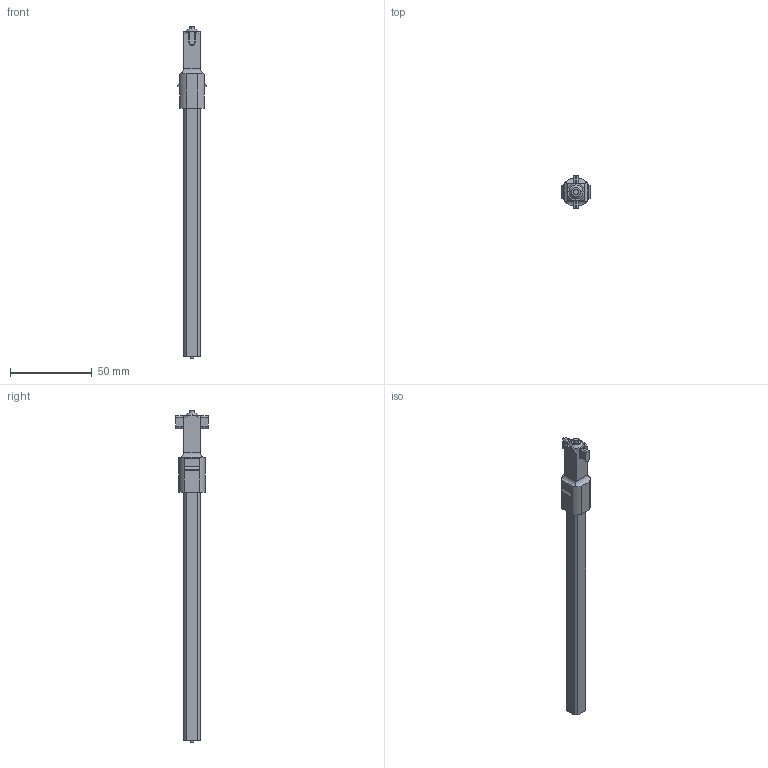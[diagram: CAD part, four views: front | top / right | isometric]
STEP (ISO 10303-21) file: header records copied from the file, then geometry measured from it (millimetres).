
FILE_DESCRIPTION((''),'2;1');
FILE_NAME('2_ASM','2021-09-22T',('marketing.praksa'),('Audax d.o.o.'),'CREO PARAMETRIC BY PTC INC, 2017480','CREO PARAMETRIC BY PTC INC, 2017480','');
FILE_SCHEMA(('AUTOMOTIVE_DESIGN { 1 0 10303 214 1 1 1 1 }'));
Length unit declared in the file: millimetre
Products named in the file (3): 14001020; PRT9575; 2_ASM
Assembly tree (2 placements, depth 2):
  2_ASM
    14001020
    PRT9575
Bounding box: 17.2 x 20 x 203 mm (x, y, z)
Volume: 22067.5 mm3; surface area: 8504 mm2
Topology: 4 solids, 4 shells, 179 faces, 477 edges, 315 vertices
Faces by surface type: plane 93, cylinder 74, cone 6, torus 6
Entity records: 8757 total; most frequent: CARTESIAN_POINT 1118, DIRECTION 970, ORIENTED_EDGE 954, PRESENTATION_STYLE_ASSIGNMENT 660, STYLED_ITEM 660, CURVE_STYLE 477, EDGE_CURVE 477, AXIS2_PLACEMENT_3D 337
